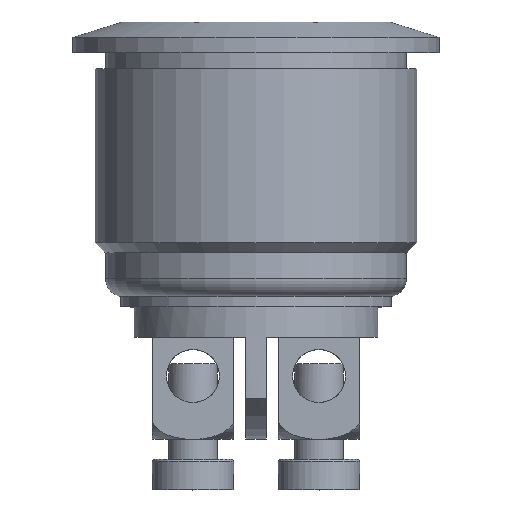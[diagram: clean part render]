
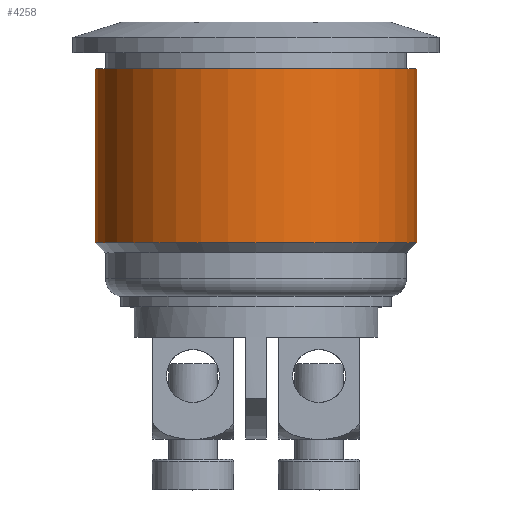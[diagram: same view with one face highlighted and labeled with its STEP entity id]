
A CAD part, top view. The second image highlights one B-rep face of the part: STEP entity #4258.
In plain terms, the highlighted cylindrical face has radius 7.9 mm (diameter 15.8 mm), a full revolution.
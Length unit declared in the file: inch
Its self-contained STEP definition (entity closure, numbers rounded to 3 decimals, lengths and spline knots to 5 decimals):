
#4216=CARTESIAN_POINT('',(0.31102,0.10433,0.));
#4217=VERTEX_POINT('',#4216);
#4218=CARTESIAN_POINT('',(0.0,0.10433,0.0));
#4219=DIRECTION('',(0.0,-1.0,0.0));
#4220=DIRECTION('',(-1.0,0.0,0.0));
#4221=AXIS2_PLACEMENT_3D('',#4218,#4219,#4220);
#4222=CIRCLE('',#4221,0.31102);
#4223=EDGE_CURVE('',#4217,#4217,#4222,.T.);
#4239=CARTESIAN_POINT('',(0.0,0.45778,0.0));
#4240=DIRECTION('',(0.0,-1.0,0.0));
#4241=DIRECTION('',(1.0,0.0,0.0));
#4242=AXIS2_PLACEMENT_3D('',#4239,#4240,#4241);
#4243=CYLINDRICAL_SURFACE('',#4242,0.31102);
#4244=ORIENTED_EDGE('',*,*,#4223,.F.);
#4245=EDGE_LOOP('',(#4244));
#4246=FACE_OUTER_BOUND('',#4245,.T.);
#4247=CARTESIAN_POINT('',(0.31102,0.44094,0.));
#4248=VERTEX_POINT('',#4247);
#4249=CARTESIAN_POINT('',(0.0,0.44094,0.0));
#4250=DIRECTION('',(0.0,-1.0,0.0));
#4251=DIRECTION('',(1.0,0.0,0.0));
#4252=AXIS2_PLACEMENT_3D('',#4249,#4250,#4251);
#4253=CIRCLE('',#4252,0.31102);
#4254=EDGE_CURVE('',#4248,#4248,#4253,.T.);
#4255=ORIENTED_EDGE('',*,*,#4254,.T.);
#4256=EDGE_LOOP('',(#4255));
#4257=FACE_BOUND('',#4256,.T.);
#4258=ADVANCED_FACE('',(#4246,#4257),#4243,.T.);
